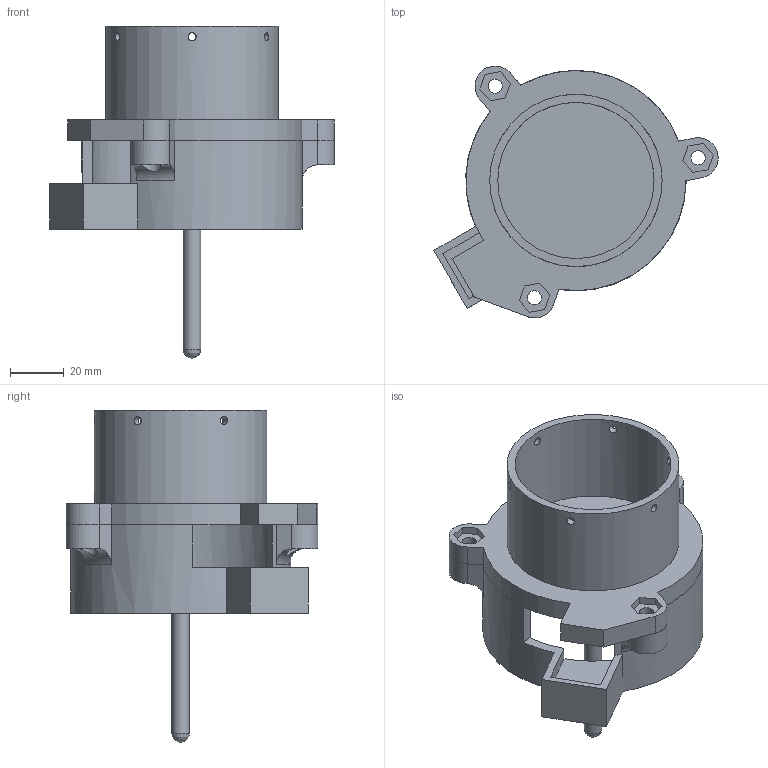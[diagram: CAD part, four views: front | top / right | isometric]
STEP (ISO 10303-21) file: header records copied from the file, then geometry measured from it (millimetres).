
FILE_DESCRIPTION(/* description */ (''),/* implementation_level */ '2;1');
FILE_NAME(/* name */ 'ForceSensorMicoMount v25.step',/* time_stamp */ '2021-09-08T13:13:54-04:00',/* author */ (''),/* organization */ (''),/* preprocessor_version */ 'ST-DEVELOPER v18.1',/* originating_system */ 'Autodesk Translation Framework v10.10.0.1391',/* authorisation */ '');
FILE_SCHEMA (('AUTOMOTIVE_DESIGN { 1 0 10303 214 3 1 1 }'));
Length unit declared in the file: metre
Products named in the file (4): ForceSensorMicoMount; BottomPiece; TopPiece; EE Extension
Assembly tree (3 placements, depth 2):
  ForceSensorMicoMount
    BottomPiece
    TopPiece
    EE Extension
Bounding box: 105.98 x 93.84 x 123.72 mm (x, y, z)
Volume: 92807.2 mm3; surface area: 55111.6 mm2
Topology: 3 solids, 3 shells, 109 faces, 309 edges, 208 vertices
Faces by surface type: plane 61, cylinder 35, cone 9, torus 3, bspline 1
Full cylindrical faces by diameter (mm): 2.55 x3, 3 x6, 5.3 x6, 6.5 x1, 8.2 x3, 15.969 x1, 58.25 x1, 63 x1, 64.25 x1, 74.554 x1, 75.985 x1
Entity records: 4355 total; most frequent: CARTESIAN_POINT 1327, ORIENTED_EDGE 618, DIRECTION 582, EDGE_CURVE 309, AXIS2_PLACEMENT_3D 209, VERTEX_POINT 208, LINE 164, VECTOR 164
